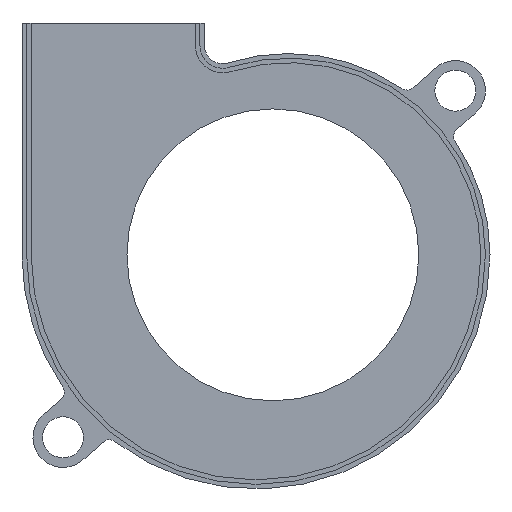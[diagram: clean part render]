
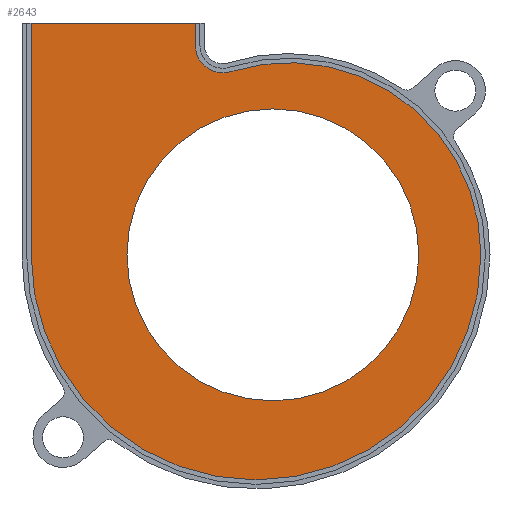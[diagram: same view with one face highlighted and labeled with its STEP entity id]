
A CAD part, front view. The second image highlights one B-rep face of the part: STEP entity #2643.
In plain terms, the highlighted planar face has unit normal (0, -1, 0).
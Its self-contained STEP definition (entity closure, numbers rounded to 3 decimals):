
#785 = EDGE_CURVE('',#786,#786,#788,.T.);
#786 = VERTEX_POINT('',#787);
#787 = CARTESIAN_POINT('',(0.,13.8,16.));
#788 = SURFACE_CURVE('',#789,(#794,#806),.PCURVE_S1.);
#789 = CIRCLE('',#790,16.);
#790 = AXIS2_PLACEMENT_3D('',#791,#792,#793);
#791 = CARTESIAN_POINT('',(0.,13.8,0.)
  );
#792 = DIRECTION('',(0.,1.,0.));
#793 = DIRECTION('',(0.,0.,-1.));
#794 = PCURVE('',#795,#800);
#795 = CYLINDRICAL_SURFACE('',#796,16.);
#796 = AXIS2_PLACEMENT_3D('',#797,#798,#799);
#797 = CARTESIAN_POINT('',(0.,7.,0.));
#798 = DIRECTION('',(0.,1.,0.));
#799 = DIRECTION('',(0.,0.,1.));
#800 = DEFINITIONAL_REPRESENTATION('',(#801),#805);
#801 = LINE('',#802,#803);
#802 = CARTESIAN_POINT('',(-3.142,6.8));
#803 = VECTOR('',#804,1.);
#804 = DIRECTION('',(1.,0.));
#805 = ( GEOMETRIC_REPRESENTATION_CONTEXT(2) 
PARAMETRIC_REPRESENTATION_CONTEXT() REPRESENTATION_CONTEXT('2D SPACE',''
  ) );
#806 = PCURVE('',#807,#812);
#807 = PLANE('',#808);
#808 = AXIS2_PLACEMENT_3D('',#809,#810,#811);
#809 = CARTESIAN_POINT('',(-23.,13.8,-20.));
#810 = DIRECTION('',(0.,-1.,0.));
#811 = DIRECTION('',(0.,0.,-1.));
#812 = DEFINITIONAL_REPRESENTATION('',(#813),#821);
#813 = ( BOUNDED_CURVE() B_SPLINE_CURVE(2,(#814,#815,#816,#817,#818,#819
,#820),.UNSPECIFIED.,.T.,.F.) B_SPLINE_CURVE_WITH_KNOTS((1,2,2,2,2,1),(
    -2.094,0.,2.094,4.189,6.283,
8.378),.UNSPECIFIED.) CURVE() GEOMETRIC_REPRESENTATION_ITEM() 
RATIONAL_B_SPLINE_CURVE((1.,0.5,1.,0.5,1.,0.5,1.)) REPRESENTATION_ITEM(
  '') );
#814 = CARTESIAN_POINT('',(-4.,23.));
#815 = CARTESIAN_POINT('',(-4.,-4.713));
#816 = CARTESIAN_POINT('',(-28.,9.144));
#817 = CARTESIAN_POINT('',(-52.,23.));
#818 = CARTESIAN_POINT('',(-28.,36.856));
#819 = CARTESIAN_POINT('',(-4.,50.713));
#820 = CARTESIAN_POINT('',(-4.,23.));
#821 = ( GEOMETRIC_REPRESENTATION_CONTEXT(2) 
PARAMETRIC_REPRESENTATION_CONTEXT() REPRESENTATION_CONTEXT('2D SPACE',''
  ) );
#876 = VERTEX_POINT('',#877);
#877 = CARTESIAN_POINT('',(22.8,13.8,0.));
#886 = CYLINDRICAL_SURFACE('',#887,24.65);
#887 = AXIS2_PLACEMENT_3D('',#888,#889,#890);
#888 = CARTESIAN_POINT('',(-1.85,85.265,-0.017));
#889 = DIRECTION('',(0.,-1.,0.));
#890 = DIRECTION('',(0.,0.,-1.));
#898 = CYLINDRICAL_SURFACE('',#899,21.068);
#899 = AXIS2_PLACEMENT_3D('',#900,#901,#902);
#900 = CARTESIAN_POINT('',(1.732,85.265,
    0.));
#901 = DIRECTION('',(0.,-1.,0.));
#902 = DIRECTION('',(0.,0.,-1.));
#939 = VERTEX_POINT('',#940);
#940 = CARTESIAN_POINT('',(-26.5,13.8,0.));
#954 = PLANE('',#955);
#955 = AXIS2_PLACEMENT_3D('',#956,#957,#958);
#956 = CARTESIAN_POINT('',(-26.5,85.265,
    0.));
#957 = DIRECTION('',(-1.,0.,0.));
#958 = DIRECTION('',(0.,0.,1.));
#966 = EDGE_CURVE('',#876,#939,#967,.T.);
#967 = SURFACE_CURVE('',#968,(#973,#980),.PCURVE_S1.);
#968 = CIRCLE('',#969,24.65);
#969 = AXIS2_PLACEMENT_3D('',#970,#971,#972);
#970 = CARTESIAN_POINT('',(-1.85,13.8,-0.017));
#971 = DIRECTION('',(0.,1.,0.));
#972 = DIRECTION('',(0.,0.,-1.));
#973 = PCURVE('',#886,#974);
#974 = DEFINITIONAL_REPRESENTATION('',(#975),#979);
#975 = LINE('',#976,#977);
#976 = CARTESIAN_POINT('',(6.283,71.465));
#977 = VECTOR('',#978,1.);
#978 = DIRECTION('',(-1.,0.));
#979 = ( GEOMETRIC_REPRESENTATION_CONTEXT(2) 
PARAMETRIC_REPRESENTATION_CONTEXT() REPRESENTATION_CONTEXT('2D SPACE',''
  ) );
#980 = PCURVE('',#807,#981);
#981 = DEFINITIONAL_REPRESENTATION('',(#982),#990);
#982 = ( BOUNDED_CURVE() B_SPLINE_CURVE(2,(#983,#984,#985,#986,#987,#988
,#989),.UNSPECIFIED.,.T.,.F.) B_SPLINE_CURVE_WITH_KNOTS((1,2,2,2,2,1),(
    -2.094,0.,2.094,4.189,6.283,
8.378),.UNSPECIFIED.) CURVE() GEOMETRIC_REPRESENTATION_ITEM() 
RATIONAL_B_SPLINE_CURVE((1.,0.5,1.,0.5,1.,0.5,1.)) REPRESENTATION_ITEM(
  '') );
#983 = CARTESIAN_POINT('',(4.667,21.15));
#984 = CARTESIAN_POINT('',(4.667,-21.545));
#985 = CARTESIAN_POINT('',(-32.308,-0.198));
#986 = CARTESIAN_POINT('',(-69.283,21.15));
#987 = CARTESIAN_POINT('',(-32.308,42.498));
#988 = CARTESIAN_POINT('',(4.667,63.845));
#989 = CARTESIAN_POINT('',(4.667,21.15));
#990 = ( GEOMETRIC_REPRESENTATION_CONTEXT(2) 
PARAMETRIC_REPRESENTATION_CONTEXT() REPRESENTATION_CONTEXT('2D SPACE',''
  ) );
#995 = EDGE_CURVE('',#996,#998,#1000,.T.);
#996 = VERTEX_POINT('',#997);
#997 = CARTESIAN_POINT('',(-8.5,13.8,22.956));
#998 = VERTEX_POINT('',#999);
#999 = CARTESIAN_POINT('',(-4.599,13.8,20.094));
#1000 = SURFACE_CURVE('',#1001,(#1006,#1018),.PCURVE_S1.);
#1001 = CIRCLE('',#1002,3.);
#1002 = AXIS2_PLACEMENT_3D('',#1003,#1004,#1005);
#1003 = CARTESIAN_POINT('',(-5.5,13.8,22.956));
#1004 = DIRECTION('',(0.,-1.,0.));
#1005 = DIRECTION('',(0.,0.,-1.));
#1006 = PCURVE('',#1007,#1012);
#1007 = CYLINDRICAL_SURFACE('',#1008,3.);
#1008 = AXIS2_PLACEMENT_3D('',#1009,#1010,#1011);
#1009 = CARTESIAN_POINT('',(-5.5,85.265,22.956));
#1010 = DIRECTION('',(0.,-1.,0.));
#1011 = DIRECTION('',(0.,0.,-1.));
#1012 = DEFINITIONAL_REPRESENTATION('',(#1013),#1017);
#1013 = LINE('',#1014,#1015);
#1014 = CARTESIAN_POINT('',(0.,71.465));
#1015 = VECTOR('',#1016,1.);
#1016 = DIRECTION('',(1.,0.));
#1017 = ( GEOMETRIC_REPRESENTATION_CONTEXT(2) 
PARAMETRIC_REPRESENTATION_CONTEXT() REPRESENTATION_CONTEXT('2D SPACE',''
  ) );
#1018 = PCURVE('',#807,#1019);
#1019 = DEFINITIONAL_REPRESENTATION('',(#1020),#1024);
#1020 = CIRCLE('',#1021,3.);
#1021 = AXIS2_PLACEMENT_2D('',#1022,#1023);
#1022 = CARTESIAN_POINT('',(-42.956,17.5));
#1023 = DIRECTION('',(1.,0.));
#1024 = ( GEOMETRIC_REPRESENTATION_CONTEXT(2) 
PARAMETRIC_REPRESENTATION_CONTEXT() REPRESENTATION_CONTEXT('2D SPACE',''
  ) );
#1087 = PLANE('',#1088);
#1088 = AXIS2_PLACEMENT_3D('',#1089,#1090,#1091);
#1089 = CARTESIAN_POINT('',(-8.5,85.265,25.4));
#1090 = DIRECTION('',(1.,0.,0.));
#1091 = DIRECTION('',(0.,0.,-1.));
#1126 = VERTEX_POINT('',#1127);
#1127 = CARTESIAN_POINT('',(-8.5,13.8,25.4));
#1141 = PLANE('',#1142);
#1142 = AXIS2_PLACEMENT_3D('',#1143,#1144,#1145);
#1143 = CARTESIAN_POINT('',(-27.5,7.,25.4));
#1144 = DIRECTION('',(0.,0.,1.));
#1145 = DIRECTION('',(1.,0.,0.));
#1153 = EDGE_CURVE('',#1126,#996,#1154,.T.);
#1154 = SURFACE_CURVE('',#1155,(#1159,#1166),.PCURVE_S1.);
#1155 = LINE('',#1156,#1157);
#1156 = CARTESIAN_POINT('',(-8.5,13.8,25.4));
#1157 = VECTOR('',#1158,1.);
#1158 = DIRECTION('',(0.,0.,-1.));
#1159 = PCURVE('',#1087,#1160);
#1160 = DEFINITIONAL_REPRESENTATION('',(#1161),#1165);
#1161 = LINE('',#1162,#1163);
#1162 = CARTESIAN_POINT('',(0.,-71.465));
#1163 = VECTOR('',#1164,1.);
#1164 = DIRECTION('',(1.,0.));
#1165 = ( GEOMETRIC_REPRESENTATION_CONTEXT(2) 
PARAMETRIC_REPRESENTATION_CONTEXT() REPRESENTATION_CONTEXT('2D SPACE',''
  ) );
#1166 = PCURVE('',#807,#1167);
#1167 = DEFINITIONAL_REPRESENTATION('',(#1168),#1172);
#1168 = LINE('',#1169,#1170);
#1169 = CARTESIAN_POINT('',(-45.4,14.5));
#1170 = VECTOR('',#1171,1.);
#1171 = DIRECTION('',(1.,0.));
#1172 = ( GEOMETRIC_REPRESENTATION_CONTEXT(2) 
PARAMETRIC_REPRESENTATION_CONTEXT() REPRESENTATION_CONTEXT('2D SPACE',''
  ) );
#1179 = EDGE_CURVE('',#998,#876,#1180,.T.);
#1180 = SURFACE_CURVE('',#1181,(#1186,#1193),.PCURVE_S1.);
#1181 = CIRCLE('',#1182,21.068);
#1182 = AXIS2_PLACEMENT_3D('',#1183,#1184,#1185);
#1183 = CARTESIAN_POINT('',(1.732,13.8,0.));
#1184 = DIRECTION('',(0.,1.,0.));
#1185 = DIRECTION('',(0.,0.,-1.));
#1186 = PCURVE('',#898,#1187);
#1187 = DEFINITIONAL_REPRESENTATION('',(#1188),#1192);
#1188 = LINE('',#1189,#1190);
#1189 = CARTESIAN_POINT('',(6.283,71.465));
#1190 = VECTOR('',#1191,1.);
#1191 = DIRECTION('',(-1.,0.));
#1192 = ( GEOMETRIC_REPRESENTATION_CONTEXT(2) 
PARAMETRIC_REPRESENTATION_CONTEXT() REPRESENTATION_CONTEXT('2D SPACE',''
  ) );
#1193 = PCURVE('',#807,#1194);
#1194 = DEFINITIONAL_REPRESENTATION('',(#1195),#1203);
#1195 = ( BOUNDED_CURVE() B_SPLINE_CURVE(2,(#1196,#1197,#1198,#1199,
#1200,#1201,#1202),.UNSPECIFIED.,.T.,.F.) B_SPLINE_CURVE_WITH_KNOTS((1,2
    ,2,2,2,1),(-2.094,0.,2.094,4.189,
6.283,8.378),.UNSPECIFIED.) CURVE() 
GEOMETRIC_REPRESENTATION_ITEM() RATIONAL_B_SPLINE_CURVE((1.,0.5,1.,0.5,
1.,0.5,1.)) REPRESENTATION_ITEM('') );
#1196 = CARTESIAN_POINT('',(1.068,24.732));
#1197 = CARTESIAN_POINT('',(1.068,-11.759));
#1198 = CARTESIAN_POINT('',(-30.534,6.486));
#1199 = CARTESIAN_POINT('',(-62.136,24.732));
#1200 = CARTESIAN_POINT('',(-30.534,42.977));
#1201 = CARTESIAN_POINT('',(1.068,61.223));
#1202 = CARTESIAN_POINT('',(1.068,24.732));
#1203 = ( GEOMETRIC_REPRESENTATION_CONTEXT(2) 
PARAMETRIC_REPRESENTATION_CONTEXT() REPRESENTATION_CONTEXT('2D SPACE',''
  ) );
#1259 = EDGE_CURVE('',#939,#1260,#1262,.T.);
#1260 = VERTEX_POINT('',#1261);
#1261 = CARTESIAN_POINT('',(-26.5,13.8,25.4));
#1262 = SURFACE_CURVE('',#1263,(#1267,#1274),.PCURVE_S1.);
#1263 = LINE('',#1264,#1265);
#1264 = CARTESIAN_POINT('',(-26.5,13.8,0.));
#1265 = VECTOR('',#1266,1.);
#1266 = DIRECTION('',(0.,0.,1.));
#1267 = PCURVE('',#954,#1268);
#1268 = DEFINITIONAL_REPRESENTATION('',(#1269),#1273);
#1269 = LINE('',#1270,#1271);
#1270 = CARTESIAN_POINT('',(0.,-71.465));
#1271 = VECTOR('',#1272,1.);
#1272 = DIRECTION('',(1.,0.));
#1273 = ( GEOMETRIC_REPRESENTATION_CONTEXT(2) 
PARAMETRIC_REPRESENTATION_CONTEXT() REPRESENTATION_CONTEXT('2D SPACE',''
  ) );
#1274 = PCURVE('',#807,#1275);
#1275 = DEFINITIONAL_REPRESENTATION('',(#1276),#1280);
#1276 = LINE('',#1277,#1278);
#1277 = CARTESIAN_POINT('',(-20.,-3.5));
#1278 = VECTOR('',#1279,1.);
#1279 = DIRECTION('',(-1.,0.));
#1280 = ( GEOMETRIC_REPRESENTATION_CONTEXT(2) 
PARAMETRIC_REPRESENTATION_CONTEXT() REPRESENTATION_CONTEXT('2D SPACE',''
  ) );
#2076 = EDGE_CURVE('',#1260,#1126,#2077,.T.);
#2077 = SURFACE_CURVE('',#2078,(#2082,#2089),.PCURVE_S1.);
#2078 = LINE('',#2079,#2080);
#2079 = CARTESIAN_POINT('',(-26.5,13.8,25.4));
#2080 = VECTOR('',#2081,1.);
#2081 = DIRECTION('',(1.,0.,0.));
#2082 = PCURVE('',#1141,#2083);
#2083 = DEFINITIONAL_REPRESENTATION('',(#2084),#2088);
#2084 = LINE('',#2085,#2086);
#2085 = CARTESIAN_POINT('',(1.,6.8));
#2086 = VECTOR('',#2087,1.);
#2087 = DIRECTION('',(1.,0.));
#2088 = ( GEOMETRIC_REPRESENTATION_CONTEXT(2) 
PARAMETRIC_REPRESENTATION_CONTEXT() REPRESENTATION_CONTEXT('2D SPACE',''
  ) );
#2089 = PCURVE('',#807,#2090);
#2090 = DEFINITIONAL_REPRESENTATION('',(#2091),#2095);
#2091 = LINE('',#2092,#2093);
#2092 = CARTESIAN_POINT('',(-45.4,-3.5));
#2093 = VECTOR('',#2094,1.);
#2094 = DIRECTION('',(0.,1.));
#2095 = ( GEOMETRIC_REPRESENTATION_CONTEXT(2) 
PARAMETRIC_REPRESENTATION_CONTEXT() REPRESENTATION_CONTEXT('2D SPACE',''
  ) );
#2643 = ADVANCED_FACE('',(#2644,#2652),#807,.T.);
#2644 = FACE_BOUND('',#2645,.T.);
#2645 = EDGE_LOOP('',(#2646,#2647,#2648,#2649,#2650,#2651));
#2646 = ORIENTED_EDGE('',*,*,#2076,.F.);
#2647 = ORIENTED_EDGE('',*,*,#1259,.F.);
#2648 = ORIENTED_EDGE('',*,*,#966,.F.);
#2649 = ORIENTED_EDGE('',*,*,#1179,.F.);
#2650 = ORIENTED_EDGE('',*,*,#995,.F.);
#2651 = ORIENTED_EDGE('',*,*,#1153,.F.);
#2652 = FACE_BOUND('',#2653,.T.);
#2653 = EDGE_LOOP('',(#2654));
#2654 = ORIENTED_EDGE('',*,*,#785,.T.);
